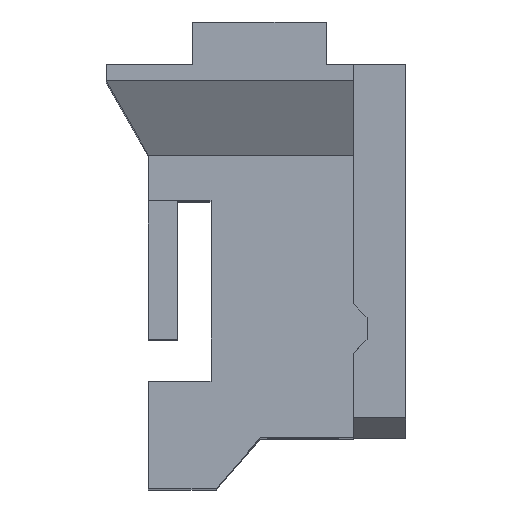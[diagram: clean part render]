
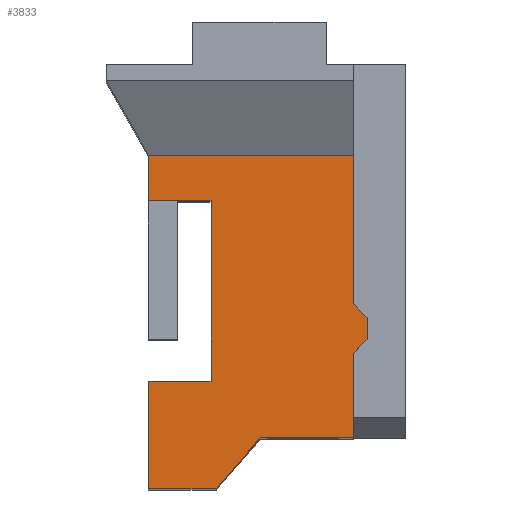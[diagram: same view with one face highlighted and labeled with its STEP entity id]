
A CAD part, top view. The second image highlights one B-rep face of the part: STEP entity #3833.
In plain terms, the highlighted planar face has unit normal (0, 0, 1).
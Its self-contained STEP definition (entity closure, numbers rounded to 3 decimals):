
#154=CARTESIAN_POINT('',(-1.615,4.318,6.265));
#155=VERTEX_POINT('',#154);
#162=CARTESIAN_POINT('',(-1.615,5.004,6.265));
#163=VERTEX_POINT('',#162);
#164=CARTESIAN_POINT('',(-1.615,5.004,6.265));
#165=DIRECTION('',(0.0,-1.0,0.0));
#166=VECTOR('',#165,1.0);
#167=LINE('',#164,#166);
#168=EDGE_CURVE('n� 694',#163,#155,#167,.T.);
#2763=CARTESIAN_POINT('',(-0.595,0.0,6.265));
#2764=VERTEX_POINT('',#2763);
#2771=CARTESIAN_POINT('',(-1.615,0.0,6.265));
#2772=VERTEX_POINT('',#2771);
#2773=CARTESIAN_POINT('',(-2.25,0.0,6.265));
#2774=DIRECTION('',(1.0,0.0,0.0));
#2775=VECTOR('',#2774,1.0);
#2776=LINE('',#2773,#2775);
#2777=EDGE_CURVE('n� 783',#2772,#2764,#2776,.T.);
#2801=CARTESIAN_POINT('',(0.066,0.762,6.265));
#2802=VERTEX_POINT('',#2801);
#2809=CARTESIAN_POINT('',(-0.595,0.0,6.265));
#2810=DIRECTION('',(0.655,0.756,0.0));
#2811=VECTOR('',#2810,1.0);
#2812=LINE('',#2809,#2811);
#2813=EDGE_CURVE('n� 766',#2764,#2802,#2812,.T.);
#2994=CARTESIAN_POINT('',(1.463,0.762,6.265));
#2995=VERTEX_POINT('',#2994);
#3004=CARTESIAN_POINT('',(0.066,0.762,6.265));
#3005=DIRECTION('',(1.0,0.0,0.0));
#3006=VECTOR('',#3005,1.0);
#3007=LINE('',#3004,#3006);
#3008=EDGE_CURVE('n� 767',#2802,#2995,#3007,.T.);
#3295=CARTESIAN_POINT('',(-1.615,1.613,6.265));
#3296=VERTEX_POINT('',#3295);
#3297=CARTESIAN_POINT('',(-1.615,5.004,6.265));
#3298=DIRECTION('',(0.0,-1.0,0.0));
#3299=VECTOR('',#3298,1.0);
#3300=LINE('',#3297,#3299);
#3301=EDGE_CURVE('n� 3711',#3296,#2772,#3300,.T.);
#3736=CARTESIAN_POINT('',(1.463,5.004,6.265));
#3737=VERTEX_POINT('',#3736);
#3738=CARTESIAN_POINT('',(-2.25,5.004,6.265));
#3739=DIRECTION('',(1.0,0.0,0.0));
#3740=VECTOR('',#3739,1.0);
#3741=LINE('',#3738,#3740);
#3742=EDGE_CURVE('n� 782',#163,#3737,#3741,.T.);
#3760=CARTESIAN_POINT('',(-0.675,1.613,6.265));
#3761=VERTEX_POINT('',#3760);
#3762=CARTESIAN_POINT('',(-0.675,4.318,6.265));
#3763=VERTEX_POINT('',#3762);
#3764=CARTESIAN_POINT('',(-0.675,4.318,6.265));
#3765=DIRECTION('',(0.0,1.0,0.0));
#3766=VECTOR('',#3765,1.0);
#3767=LINE('',#3764,#3766);
#3768=EDGE_CURVE('n� 3748',#3761,#3763,#3767,.T.);
#3769=ORIENTED_EDGE('',*,*,#3768,.F.);
#3770=CARTESIAN_POINT('',(-0.675,1.613,6.265));
#3771=DIRECTION('',(-1.0,0.0,0.0));
#3772=VECTOR('',#3771,1.0);
#3773=LINE('',#3770,#3772);
#3774=EDGE_CURVE('n� 3739',#3761,#3296,#3773,.T.);
#3775=ORIENTED_EDGE('',*,*,#3774,.T.);
#3776=ORIENTED_EDGE('',*,*,#3301,.T.);
#3777=ORIENTED_EDGE('',*,*,#2777,.T.);
#3778=ORIENTED_EDGE('',*,*,#2813,.T.);
#3779=ORIENTED_EDGE('',*,*,#3008,.T.);
#3780=CARTESIAN_POINT('',(1.463,2.032,6.265));
#3781=VERTEX_POINT('',#3780);
#3782=CARTESIAN_POINT('',(1.463,0.0,6.265));
#3783=DIRECTION('',(0.0,1.0,0.0));
#3784=VECTOR('',#3783,1.0);
#3785=LINE('',#3782,#3784);
#3786=EDGE_CURVE('n� 1562',#2995,#3781,#3785,.T.);
#3787=ORIENTED_EDGE('',*,*,#3786,.T.);
#3788=CARTESIAN_POINT('',(1.666,2.235,6.265));
#3789=VERTEX_POINT('',#3788);
#3790=CARTESIAN_POINT('',(1.463,2.032,6.265));
#3791=DIRECTION('',(0.707,0.707,0.0));
#3792=VECTOR('',#3791,1.0);
#3793=LINE('',#3790,#3792);
#3794=EDGE_CURVE('n� 2940',#3781,#3789,#3793,.T.);
#3795=ORIENTED_EDGE('',*,*,#3794,.T.);
#3796=CARTESIAN_POINT('',(1.666,2.569,6.265));
#3797=VERTEX_POINT('',#3796);
#3798=CARTESIAN_POINT('',(1.666,2.569,6.265));
#3799=DIRECTION('',(0.0,1.0,0.0));
#3800=VECTOR('',#3799,1.0);
#3801=LINE('',#3798,#3800);
#3802=EDGE_CURVE('n� 2943',#3789,#3797,#3801,.T.);
#3803=ORIENTED_EDGE('',*,*,#3802,.T.);
#3804=CARTESIAN_POINT('',(1.463,2.772,6.265));
#3805=VERTEX_POINT('',#3804);
#3806=CARTESIAN_POINT('',(1.463,2.772,6.265));
#3807=DIRECTION('',(-0.707,0.707,0.0));
#3808=VECTOR('',#3807,1.0);
#3809=LINE('',#3806,#3808);
#3810=EDGE_CURVE('n� 2934',#3797,#3805,#3809,.T.);
#3811=ORIENTED_EDGE('',*,*,#3810,.T.);
#3812=CARTESIAN_POINT('',(1.463,0.0,6.265));
#3813=DIRECTION('',(0.0,1.0,0.0));
#3814=VECTOR('',#3813,1.0);
#3815=LINE('',#3812,#3814);
#3816=EDGE_CURVE('n� 2900',#3805,#3737,#3815,.T.);
#3817=ORIENTED_EDGE('',*,*,#3816,.T.);
#3818=ORIENTED_EDGE('',*,*,#3742,.F.);
#3819=ORIENTED_EDGE('',*,*,#168,.T.);
#3820=CARTESIAN_POINT('',(-0.675,4.318,6.265));
#3821=DIRECTION('',(-1.0,0.0,0.0));
#3822=VECTOR('',#3821,1.0);
#3823=LINE('',#3820,#3822);
#3824=EDGE_CURVE('n� 3751',#3763,#155,#3823,.T.);
#3825=ORIENTED_EDGE('',*,*,#3824,.F.);
#3826=EDGE_LOOP('',(
    #3769,#3775,#3776,#3777,#3778,#3779,#3787,#3795,#3803,#3811,
    #3817,#3818,#3819,#3825));
#3827=FACE_OUTER_BOUND('',#3826,.T.);
#3828=CARTESIAN_POINT('',(-2.25,0.0,6.265));
#3829=DIRECTION('',(0.0,0.0,-1.0));
#3830=DIRECTION('',(-1.0,0.0,0.0));
#3831=AXIS2_PLACEMENT_3D('',#3828,#3829,#3830);
#3832=PLANE('',#3831);
#3833=ADVANCED_FACE('n� 851',(#3827),#3832,.F.);
